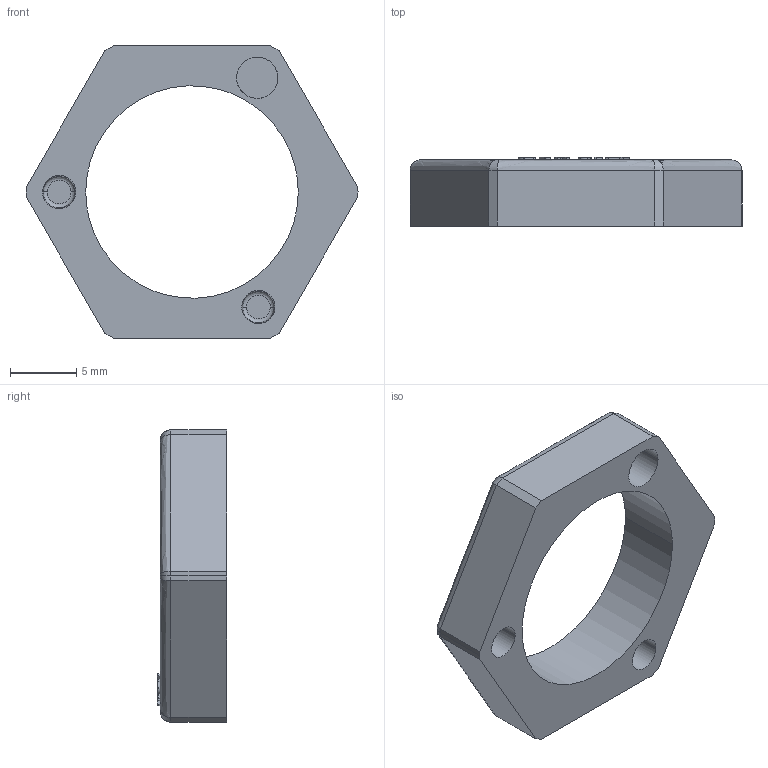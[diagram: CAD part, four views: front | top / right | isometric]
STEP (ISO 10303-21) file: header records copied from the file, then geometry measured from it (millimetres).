
FILE_DESCRIPTION(/* description */ (''),/* implementation_level */ '2;1');
FILE_NAME(/* name */ '2048914',/* time_stamp */ '2014-01-09T11:14:56+01:00',/* author */ (''),/* organization */ (''),/* preprocessor_version */ 'ST-DEVELOPER v15',/* originating_system */ '',/* authorisation */ '');
FILE_SCHEMA (('CONFIG_CONTROL_DESIGN'));
Length unit declared in the file: millimetre
Products named in the file (1): Document
Bounding box: 25 x 5.2 x 22 mm (x, y, z)
Volume: 1017.7 mm3; surface area: 1130.4 mm2
Topology: 1 solids, 1 shells, 136 faces, 351 edges, 228 vertices
Faces by surface type: bspline 68, plane 68
Entity records: 5524 total; most frequent: CARTESIAN_POINT 3282, ORIENTED_EDGE 702, EDGE_CURVE 351, B_SPLINE_CURVE_WITH_KNOTS 231, VERTEX_POINT 228, EDGE_LOOP 149, ADVANCED_FACE 136, FACE_OUTER_BOUND 136
